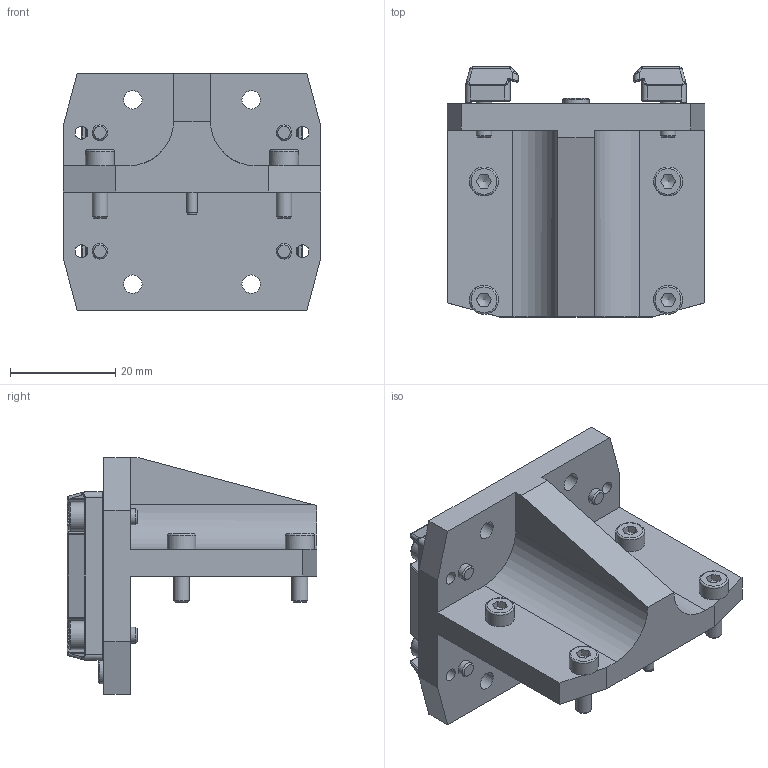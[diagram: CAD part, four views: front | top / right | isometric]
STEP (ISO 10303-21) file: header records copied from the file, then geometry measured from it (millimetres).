
FILE_DESCRIPTION(/* description */ (''),/* implementation_level */ '2;1');
FILE_NAME(/* name */ 'CAD_111003.stp',/* time_stamp */ '2021-03-17T14:15:38+01:00',/* author */ ('rfeldin'),/* organization */ (''),/* preprocessor_version */ 'ST-DEVELOPER v18',/* originating_system */ 'Autodesk Inventor 2020',/* authorisation */ '');
FILE_SCHEMA (('CONFIG_CONTROL_DESIGN'));
Length unit declared in the file: millimetre
Products named in the file (1): CAD_111003
Bounding box: 49 x 47.5 x 45 mm (x, y, z)
Volume: 27115.8 mm3; surface area: 13701.4 mm2
Topology: 1 solids, 5 shells, 437 faces, 1123 edges, 710 vertices
Faces by surface type: plane 153, cylinder 138, bspline 52, torus 44, cone 32, sphere 18
Full cylindrical faces by diameter (mm): 2 x6, 2.459 x4, 3 x12, 3.2 x2, 3.4 x4, 3.5 x8, 5 x4, 5.5 x8
Entity records: 15052 total; most frequent: CARTESIAN_POINT 3853, DIRECTION 2317, ORIENTED_EDGE 2222, EDGE_CURVE 1111, AXIS2_PLACEMENT_3D 940, VERTEX_POINT 710, EDGE_LOOP 499, CIRCLE 492
